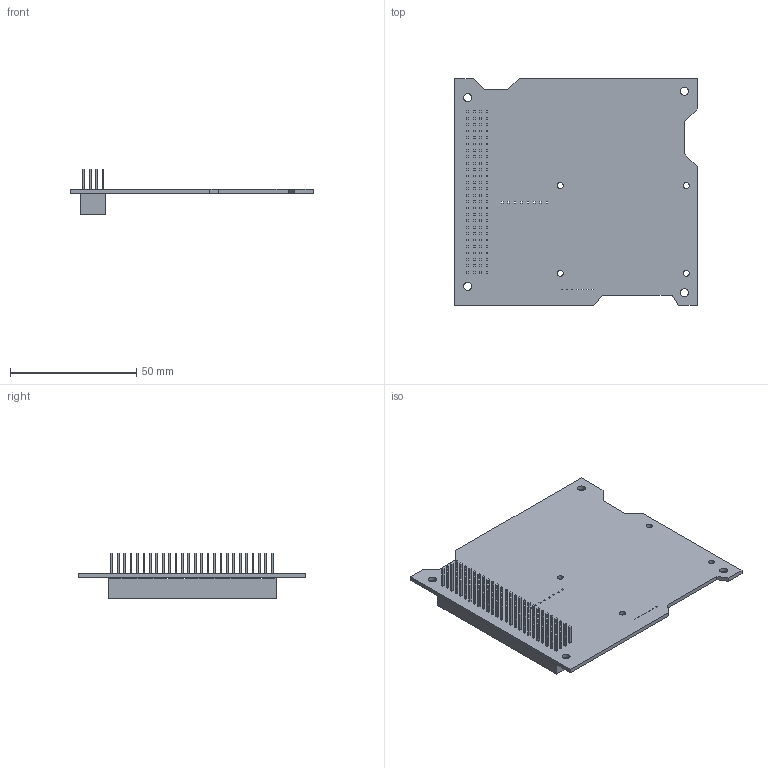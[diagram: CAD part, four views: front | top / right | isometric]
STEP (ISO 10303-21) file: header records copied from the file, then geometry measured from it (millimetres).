
FILE_DESCRIPTION((''),'2;1');
FILE_NAME('Placa_generica.stp','2016-01-11T21:37:52',('Thinkpad'),(''),'Autodesk Inventor 2012','Autodesk Inventor 2012','');
FILE_SCHEMA(('AUTOMOTIVE_DESIGN { 1 0 10303 214 1 1 1 1 }'));
Products named in the file (3): Placa_generica; placa_pc104; esq-102-03-g-d
Assembly tree (2 placements, depth 2):
  Placa_generica
    placa_pc104
    esq-102-03-g-d
Bounding box: 96.04 x 89.88 x 18 mm (x, y, z)
Volume: 18943.6 mm3; surface area: 25191.7 mm2
Topology: 2 solids, 2 shells, 2072 faces, 5164 edges, 3304 vertices
Faces by surface type: plane 2064, cylinder 8
Full cylindrical faces by diameter (mm): 2.34 x4, 3.2 x4
Entity records: 60916 total; most frequent: CARTESIAN_POINT 10537, ORIENTED_EDGE 10312, DIRECTION 9326, EDGE_CURVE 5156, VECTOR 5140, LINE 5140, VERTEX_POINT 3304, EDGE_LOOP 2542
